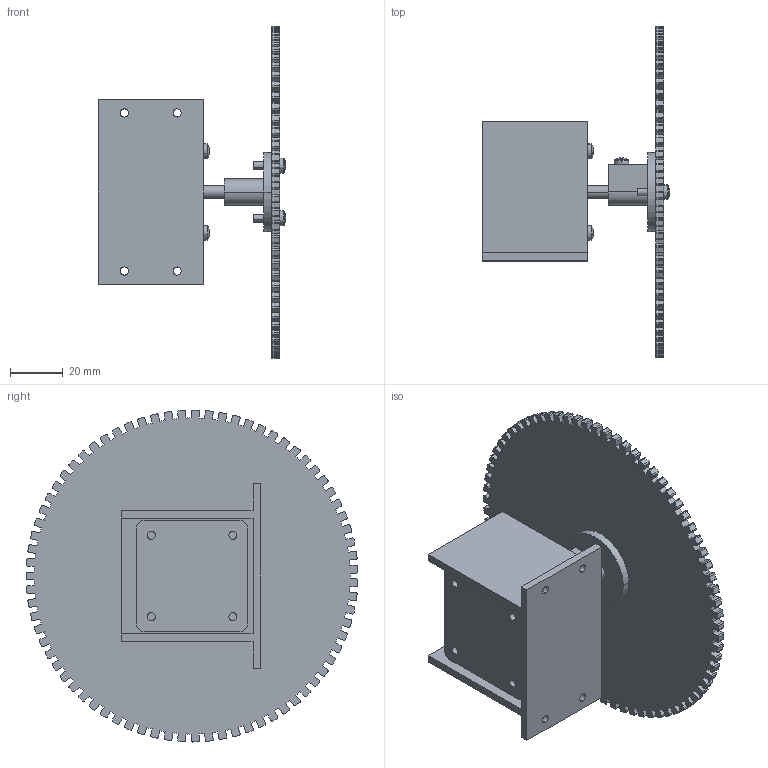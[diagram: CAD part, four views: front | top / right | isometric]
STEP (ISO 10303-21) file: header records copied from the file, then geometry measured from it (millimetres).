
FILE_DESCRIPTION (( 'STEP AP214' ), '1' );
FILE_NAME ('motor_assembly.STEP', '2022-11-02T23:41:38', ( '' ), ( '' ), 'SwSTEP 2.0', 'SolidWorks 2021', '' );
FILE_SCHEMA (( 'AUTOMOTIVE_DESIGN' ));
Length unit declared in the file: millimetre
Products named in the file (8): motor_wheel_coupling; motor_assembly; motor_bracket; pan cross head_am_B18.6.7M - M3 x 0.5 x 5 Type I Cross Recessed PHMS --5N; stepper_motor; wheel; pan cross head_am_B18.6.7M - M3 x 0.5 x 4 Type I Cross Recessed PHMS --4N; pan cross head_am_B18.6.7M - M3 x 0.5 x 10 Type I Cross Recessed PHMS --10N
Assembly tree (11 placements, depth 2):
  motor_assembly
    motor_bracket
    stepper_motor
    motor_wheel_coupling
    wheel
    pan cross head_am_B18.6.7M - M3 x 0.5 x 10 Type I Cross Recessed PHMS --10N  x2
    pan cross head_am_B18.6.7M - M3 x 0.5 x 4 Type I Cross Recessed PHMS --4N
    pan cross head_am_B18.6.7M - M3 x 0.5 x 5 Type I Cross Recessed PHMS --5N  x4
Bounding box: 71.28 x 125.99 x 126.01 mm (x, y, z)
Volume: 127457.4 mm3; surface area: 59589.1 mm2
Topology: 11 solids, 11 shells, 777 faces, 2133 edges, 1398 vertices
Faces by surface type: plane 389, cylinder 360, torus 14, sphere 14
Entity records: 23191 total; most frequent: DIRECTION 4083, CARTESIAN_POINT 3960, ORIENTED_EDGE 3866, EDGE_CURVE 1933, AXIS2_PLACEMENT_3D 1453, VERTEX_POINT 1278, LINE 1177, VECTOR 1177
